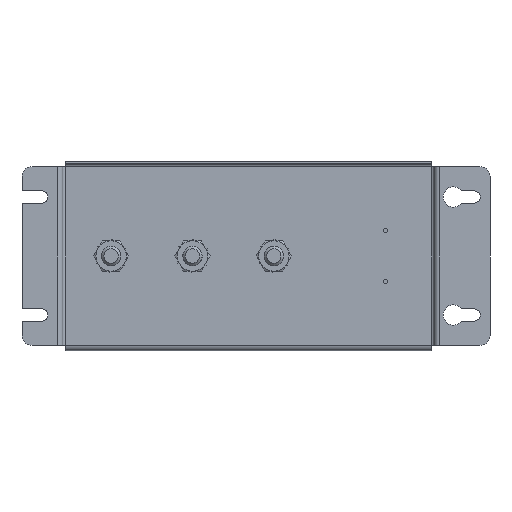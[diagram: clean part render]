
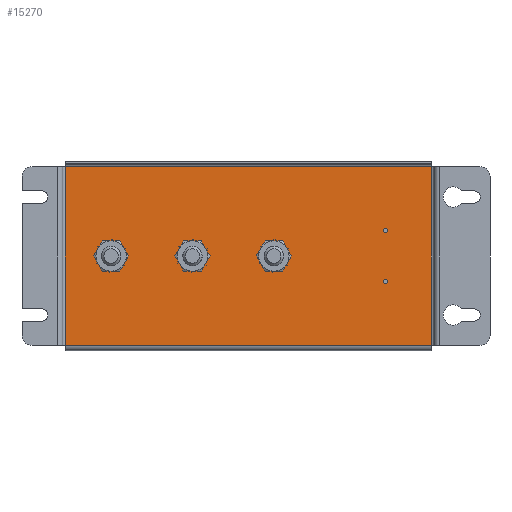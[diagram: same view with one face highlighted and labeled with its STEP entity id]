
A CAD part, front view. The second image highlights one B-rep face of the part: STEP entity #15270.
In plain terms, the highlighted planar face has unit normal (0, -1, 0).
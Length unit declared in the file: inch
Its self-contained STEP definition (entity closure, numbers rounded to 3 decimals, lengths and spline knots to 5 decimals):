
#467=FACE_BOUND('',#2158,.T.);
#468=FACE_BOUND('',#2159,.T.);
#469=FACE_BOUND('',#2160,.T.);
#470=FACE_BOUND('',#2161,.T.);
#471=FACE_BOUND('',#2162,.T.);
#670=PLANE('',#16458);
#1268=FACE_OUTER_BOUND('',#2157,.T.);
#2157=EDGE_LOOP('',(#10849,#10850,#10851,#10852));
#2158=EDGE_LOOP('',(#10853));
#2159=EDGE_LOOP('',(#10854));
#2160=EDGE_LOOP('',(#10855));
#2161=EDGE_LOOP('',(#10856));
#2162=EDGE_LOOP('',(#10857));
#3183=LINE('',#22409,#4731);
#3219=LINE('',#22540,#4767);
#3225=LINE('',#22559,#4773);
#3239=LINE('',#22594,#4787);
#4731=VECTOR('',#17957,0.3937);
#4767=VECTOR('',#18113,0.3937);
#4773=VECTOR('',#18139,0.3937);
#4787=VECTOR('',#18179,0.3937);
#6243=CIRCLE('',#16407,0.052);
#6246=CIRCLE('',#16411,0.052);
#6249=CIRCLE('',#16415,0.25);
#6252=CIRCLE('',#16419,0.25);
#6255=CIRCLE('',#16423,0.25);
#6830=VERTEX_POINT('',#22406);
#6831=VERTEX_POINT('',#22408);
#6851=VERTEX_POINT('',#22487);
#6854=VERTEX_POINT('',#22495);
#6857=VERTEX_POINT('',#22503);
#6860=VERTEX_POINT('',#22511);
#6863=VERTEX_POINT('',#22519);
#6866=VERTEX_POINT('',#22533);
#6869=VERTEX_POINT('',#22554);
#8318=EDGE_CURVE('',#6831,#6830,#3183,.T.);
#8358=EDGE_CURVE('',#6851,#6851,#6243,.T.);
#8362=EDGE_CURVE('',#6854,#6854,#6246,.T.);
#8366=EDGE_CURVE('',#6857,#6857,#6249,.T.);
#8370=EDGE_CURVE('',#6860,#6860,#6252,.T.);
#8374=EDGE_CURVE('',#6863,#6863,#6255,.T.);
#8384=EDGE_CURVE('',#6866,#6831,#3219,.T.);
#8394=EDGE_CURVE('',#6830,#6869,#3225,.T.);
#8412=EDGE_CURVE('',#6869,#6866,#3239,.T.);
#10849=ORIENTED_EDGE('',*,*,#8412,.T.);
#10850=ORIENTED_EDGE('',*,*,#8384,.T.);
#10851=ORIENTED_EDGE('',*,*,#8318,.T.);
#10852=ORIENTED_EDGE('',*,*,#8394,.T.);
#10853=ORIENTED_EDGE('',*,*,#8358,.T.);
#10854=ORIENTED_EDGE('',*,*,#8362,.T.);
#10855=ORIENTED_EDGE('',*,*,#8366,.T.);
#10856=ORIENTED_EDGE('',*,*,#8370,.T.);
#10857=ORIENTED_EDGE('',*,*,#8374,.T.);
#15270=ADVANCED_FACE('',(#1268,#467,#468,#469,#470,#471),#670,.F.);
#16407=AXIS2_PLACEMENT_3D('',#22489,#18050,#18051);
#16411=AXIS2_PLACEMENT_3D('',#22497,#18059,#18060);
#16415=AXIS2_PLACEMENT_3D('',#22505,#18068,#18069);
#16419=AXIS2_PLACEMENT_3D('',#22513,#18077,#18078);
#16423=AXIS2_PLACEMENT_3D('',#22521,#18086,#18087);
#16458=AXIS2_PLACEMENT_3D('',#22596,#18182,#18183);
#17957=DIRECTION('',(1.,0.,0.));
#18050=DIRECTION('center_axis',(0.,1.,0.));
#18051=DIRECTION('ref_axis',(1.,0.,0.));
#18059=DIRECTION('center_axis',(0.,1.,0.));
#18060=DIRECTION('ref_axis',(1.,0.,0.));
#18068=DIRECTION('center_axis',(0.,1.,0.));
#18069=DIRECTION('ref_axis',(1.,0.,0.));
#18077=DIRECTION('center_axis',(0.,1.,0.));
#18078=DIRECTION('ref_axis',(1.,0.,0.));
#18086=DIRECTION('center_axis',(0.,1.,0.));
#18087=DIRECTION('ref_axis',(1.,0.,0.));
#18113=DIRECTION('',(0.,0.,-1.));
#18139=DIRECTION('',(0.,0.,1.));
#18179=DIRECTION('',(-1.,0.,0.));
#18182=DIRECTION('center_axis',(0.,1.,0.));
#18183=DIRECTION('ref_axis',(0.,0.,1.));
#22406=CARTESIAN_POINT('',(4.5,0.,-2.2));
#22408=CARTESIAN_POINT('',(-4.5,0.,-2.2));
#22409=CARTESIAN_POINT('',(-4.5,0.,-2.2));
#22487=CARTESIAN_POINT('',(3.316,0.,-0.625));
#22489=CARTESIAN_POINT('Origin',(3.368,0.,-0.625));
#22495=CARTESIAN_POINT('',(3.316,0.,0.625));
#22497=CARTESIAN_POINT('Origin',(3.368,0.,0.625));
#22503=CARTESIAN_POINT('',(-1.625,0.,0.));
#22505=CARTESIAN_POINT('Origin',(-1.375,0.,0.));
#22511=CARTESIAN_POINT('',(-3.625,0.,0.));
#22513=CARTESIAN_POINT('Origin',(-3.375,0.,0.));
#22519=CARTESIAN_POINT('',(0.375,0.,0.));
#22521=CARTESIAN_POINT('Origin',(0.625,0.,0.));
#22533=CARTESIAN_POINT('',(-4.5,0.,2.2));
#22540=CARTESIAN_POINT('',(-4.5,0.,2.2));
#22554=CARTESIAN_POINT('',(4.5,0.,2.2));
#22559=CARTESIAN_POINT('',(4.5,0.,-2.2));
#22594=CARTESIAN_POINT('',(4.5,0.,2.2));
#22596=CARTESIAN_POINT('Origin',(0.,0.,0.));
